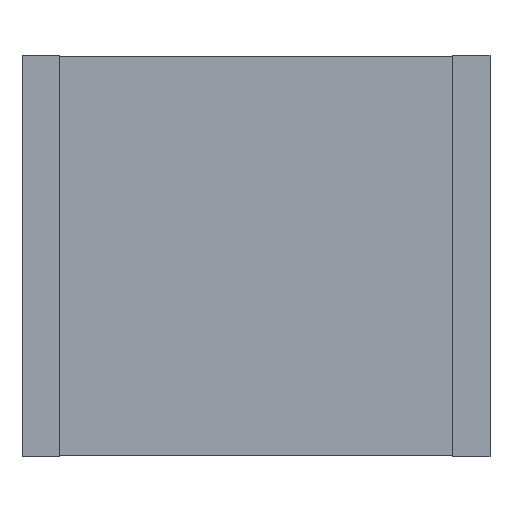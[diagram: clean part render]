
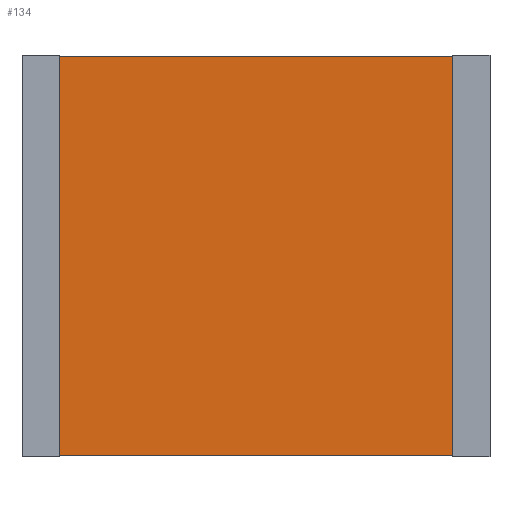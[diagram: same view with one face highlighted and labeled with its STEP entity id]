
A CAD part, front view. The second image highlights one B-rep face of the part: STEP entity #134.
In plain terms, the highlighted planar face has unit normal (0, -1, 0).
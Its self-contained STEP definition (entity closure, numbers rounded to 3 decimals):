
#134 = ADVANCED_FACE ( 'NONE', ( #2258 ), #1490, .T. ) ;
#277 = CARTESIAN_POINT ( 'NONE',  ( 0.49, 0., 0. ) ) ;
#318 = DIRECTION ( 'NONE',  ( 0., 0., 1. ) ) ;
#327 = DIRECTION ( 'NONE',  ( 0., -1., 0. ) ) ;
#378 = CARTESIAN_POINT ( 'NONE',  ( 5.79, 0., -5.38 ) ) ;
#550 = CARTESIAN_POINT ( 'NONE',  ( 0.49, 0., 0. ) ) ;
#564 = LINE ( 'NONE', #550, #1740 ) ;
#743 = ORIENTED_EDGE ( 'NONE', *, *, #2372, .F. ) ;
#804 = DIRECTION ( 'NONE',  ( -1., 0., 0. ) ) ;
#904 = ORIENTED_EDGE ( 'NONE', *, *, #1400, .T. ) ;
#1094 = VECTOR ( 'NONE', #1553, 1000. ) ;
#1099 = DIRECTION ( 'NONE',  ( 0., 0., -1. ) ) ;
#1151 = CARTESIAN_POINT ( 'NONE',  ( 0., 0., 0. ) ) ;
#1287 = LINE ( 'NONE', #2060, #1659 ) ;
#1331 = EDGE_LOOP ( 'NONE', ( #743, #904, #1446, #2410 ) ) ;
#1400 = EDGE_CURVE ( 'NONE', #2393, #2417, #1287, .T. ) ;
#1446 = ORIENTED_EDGE ( 'NONE', *, *, #2061, .F. ) ;
#1490 = PLANE ( 'NONE',  #2217 ) ;
#1553 = DIRECTION ( 'NONE',  ( 1., 0., 0. ) ) ;
#1569 = CARTESIAN_POINT ( 'NONE',  ( 5.79, 0., 0. ) ) ;
#1578 = EDGE_CURVE ( 'NONE', #1641, #1724, #564, .T. ) ;
#1641 = VERTEX_POINT ( 'NONE', #277 ) ;
#1659 = VECTOR ( 'NONE', #318, 1000. ) ;
#1664 = VECTOR ( 'NONE', #804, 1000. ) ;
#1721 = DIRECTION ( 'NONE',  ( 0., 0., -1. ) ) ;
#1724 = VERTEX_POINT ( 'NONE', #1770 ) ;
#1740 = VECTOR ( 'NONE', #1721, 1000. ) ;
#1770 = CARTESIAN_POINT ( 'NONE',  ( 0.49, 0., -5.38 ) ) ;
#1911 = LINE ( 'NONE', #1151, #1094 ) ;
#1961 = CARTESIAN_POINT ( 'NONE',  ( 0., 0., -5.38 ) ) ;
#2060 = CARTESIAN_POINT ( 'NONE',  ( 5.79, 0., 0. ) ) ;
#2061 = EDGE_CURVE ( 'NONE', #1641, #2417, #1911, .T. ) ;
#2069 = CARTESIAN_POINT ( 'NONE',  ( 0., 0., 0. ) ) ;
#2217 = AXIS2_PLACEMENT_3D ( 'NONE', #2069, #327, #1099 ) ;
#2258 = FACE_OUTER_BOUND ( 'NONE', #1331, .T. ) ;
#2362 = LINE ( 'NONE', #1961, #1664 ) ;
#2372 = EDGE_CURVE ( 'NONE', #2393, #1724, #2362, .T. ) ;
#2393 = VERTEX_POINT ( 'NONE', #378 ) ;
#2410 = ORIENTED_EDGE ( 'NONE', *, *, #1578, .T. ) ;
#2417 = VERTEX_POINT ( 'NONE', #1569 ) ;
